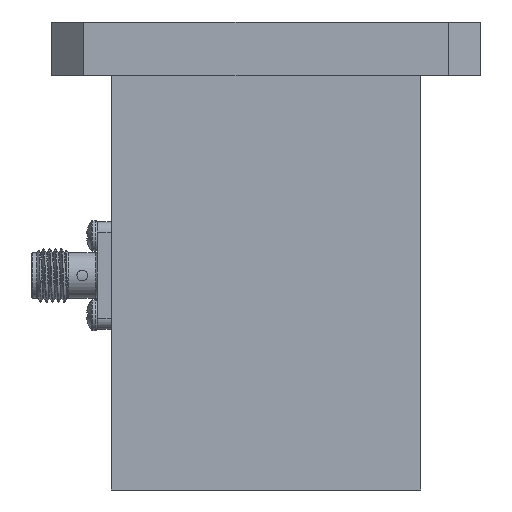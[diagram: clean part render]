
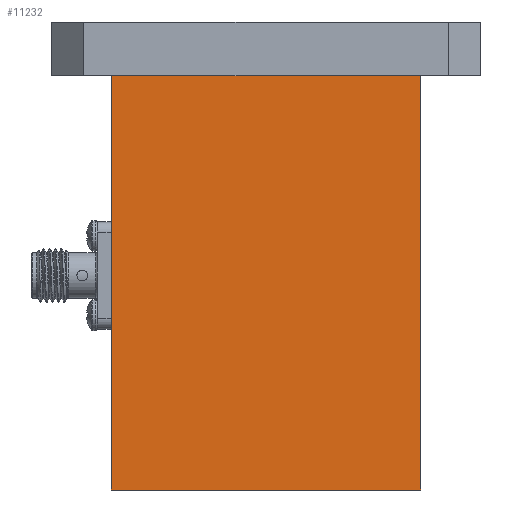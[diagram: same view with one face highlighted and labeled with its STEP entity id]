
A CAD part, left-side view. The second image highlights one B-rep face of the part: STEP entity #11232.
In plain terms, the highlighted planar face has unit normal (-1, 0, 0).
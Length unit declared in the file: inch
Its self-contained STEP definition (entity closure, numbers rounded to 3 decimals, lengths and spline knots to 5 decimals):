
#740 = VECTOR ( 'NONE', #4081, 39.37008 ) ;
#872 = EDGE_CURVE ( 'NONE', #2392, #9676, #2164, .T. ) ;
#901 = CARTESIAN_POINT ( 'NONE',  ( -1.1785, 0.721, -0.25 ) ) ;
#976 = CARTESIAN_POINT ( 'NONE',  ( -1.1785, 0.721, -2.18 ) ) ;
#1918 = FACE_OUTER_BOUND ( 'NONE', #9143, .T. ) ;
#2164 = LINE ( 'NONE', #5012, #740 ) ;
#2246 = CARTESIAN_POINT ( 'NONE',  ( -1.1785, -0.721, -2.18 ) ) ;
#2392 = VERTEX_POINT ( 'NONE', #4074 ) ;
#2689 = VERTEX_POINT ( 'NONE', #976 ) ;
#3681 = LINE ( 'NONE', #901, #4846 ) ;
#3806 = CARTESIAN_POINT ( 'NONE',  ( -1.1785, 0.721, -0.25 ) ) ;
#3830 = DIRECTION ( 'NONE',  ( 0., 0., 1. ) ) ;
#4074 = CARTESIAN_POINT ( 'NONE',  ( -1.1785, -0.721, -0.25 ) ) ;
#4081 = DIRECTION ( 'NONE',  ( 0., 0., -1. ) ) ;
#4846 = VECTOR ( 'NONE', #7433, 39.37008 ) ;
#5012 = CARTESIAN_POINT ( 'NONE',  ( -1.1785, -0.721, -0.25 ) ) ;
#5560 = EDGE_CURVE ( 'NONE', #2689, #10790, #3681, .T. ) ;
#5680 = CARTESIAN_POINT ( 'NONE',  ( -1.1785, -1., -0.25 ) ) ;
#5781 = DIRECTION ( 'NONE',  ( 0., -1., 0. ) ) ;
#5990 = AXIS2_PLACEMENT_3D ( 'NONE', #5680, #9427, #3830 ) ;
#7376 = ORIENTED_EDGE ( 'NONE', *, *, #9003, .F. ) ;
#7433 = DIRECTION ( 'NONE',  ( 0., 0., 1. ) ) ;
#7783 = ORIENTED_EDGE ( 'NONE', *, *, #5560, .F. ) ;
#7918 = ORIENTED_EDGE ( 'NONE', *, *, #872, .F. ) ;
#8115 = EDGE_CURVE ( 'NONE', #10790, #2392, #11426, .T. ) ;
#8671 = VECTOR ( 'NONE', #8989, 39.37008 ) ;
#8989 = DIRECTION ( 'NONE',  ( 0., 1., 0. ) ) ;
#9003 = EDGE_CURVE ( 'NONE', #9676, #2689, #9907, .T. ) ;
#9111 = CARTESIAN_POINT ( 'NONE',  ( -1.1785, 0.721, -2.18 ) ) ;
#9143 = EDGE_LOOP ( 'NONE', ( #7376, #7918, #11899, #7783 ) ) ;
#9427 = DIRECTION ( 'NONE',  ( -1., 0., 0. ) ) ;
#9676 = VERTEX_POINT ( 'NONE', #2246 ) ;
#9837 = CARTESIAN_POINT ( 'NONE',  ( -1.1785, 0.721, -0.25 ) ) ;
#9907 = LINE ( 'NONE', #9111, #8671 ) ;
#10790 = VERTEX_POINT ( 'NONE', #9837 ) ;
#11010 = VECTOR ( 'NONE', #5781, 39.37008 ) ;
#11232 = ADVANCED_FACE ( 'NONE', ( #1918 ), #11325, .T. ) ;
#11325 = PLANE ( 'NONE',  #5990 ) ;
#11426 = LINE ( 'NONE', #3806, #11010 ) ;
#11899 = ORIENTED_EDGE ( 'NONE', *, *, #8115, .F. ) ;
